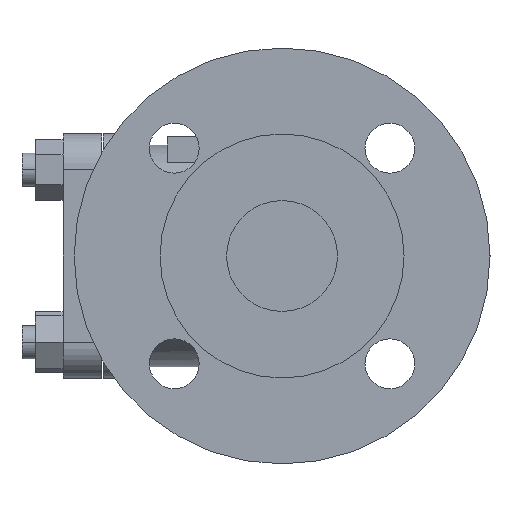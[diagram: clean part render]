
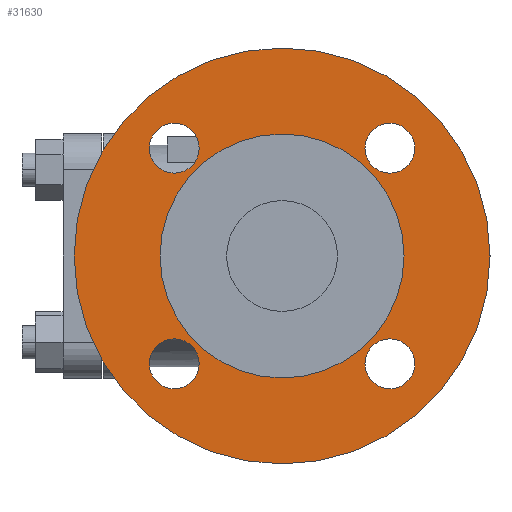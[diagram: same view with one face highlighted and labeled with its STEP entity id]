
A CAD part, left-side view. The second image highlights one B-rep face of the part: STEP entity #31630.
In plain terms, the highlighted planar face has unit normal (-1, 0, 0).
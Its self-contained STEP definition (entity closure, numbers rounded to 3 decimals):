
#7720=CARTESIAN_POINT('',(3.,0.,-75.));
#7730=VERTEX_POINT('',#7720);
#7760=CARTESIAN_POINT('',(3.,0.,0.));
#7770=DIRECTION('',(1.,0.,0.));
#7780=DIRECTION('',(0.,0.,-1.));
#7790=AXIS2_PLACEMENT_3D('',#7760,#7770,#7780);
#7800=CIRCLE('',#7790,75.);
#7810=CARTESIAN_POINT('',(3.,0.,75.));
#7820=VERTEX_POINT('',#7810);
#7830=EDGE_CURVE('',#7820,#7730,#7800,.T.);
#8140=CARTESIAN_POINT('',(3.,38.891,-29.891));
#8150=VERTEX_POINT('',#8140);
#8180=CARTESIAN_POINT('',(3.,38.891,-38.891));
#8190=DIRECTION('',(-1.,0.,0.));
#8200=DIRECTION('',(0.,0.,-1.));
#8210=AXIS2_PLACEMENT_3D('',#8180,#8190,#8200);
#8220=CIRCLE('',#8210,9.);
#8230=CARTESIAN_POINT('',(3.,38.891,-47.891));
#8240=VERTEX_POINT('',#8230);
#8250=EDGE_CURVE('',#8240,#8150,#8220,.T.);
#8560=CARTESIAN_POINT('',(3.,-38.891,-29.891));
#8570=VERTEX_POINT('',#8560);
#8600=CARTESIAN_POINT('',(3.,-38.891,-38.891));
#8610=DIRECTION('',(-1.,0.,0.));
#8620=DIRECTION('',(0.,0.,-1.));
#8630=AXIS2_PLACEMENT_3D('',#8600,#8610,#8620);
#8640=CIRCLE('',#8630,9.);
#8650=CARTESIAN_POINT('',(3.,-38.891,-47.891));
#8660=VERTEX_POINT('',#8650);
#8670=EDGE_CURVE('',#8660,#8570,#8640,.T.);
#8980=CARTESIAN_POINT('',(3.,38.891,47.891));
#8990=VERTEX_POINT('',#8980);
#9020=CARTESIAN_POINT('',(3.,38.891,38.891));
#9030=DIRECTION('',(-1.,0.,0.));
#9040=DIRECTION('',(0.,0.,-1.));
#9050=AXIS2_PLACEMENT_3D('',#9020,#9030,#9040);
#9060=CIRCLE('',#9050,9.);
#9070=CARTESIAN_POINT('',(3.,38.891,29.891));
#9080=VERTEX_POINT('',#9070);
#9090=EDGE_CURVE('',#9080,#8990,#9060,.T.);
#9400=CARTESIAN_POINT('',(3.,-38.891,47.891));
#9410=VERTEX_POINT('',#9400);
#9440=CARTESIAN_POINT('',(3.,-38.891,38.891));
#9450=DIRECTION('',(-1.,0.,0.));
#9460=DIRECTION('',(0.,0.,-1.));
#9470=AXIS2_PLACEMENT_3D('',#9440,#9450,#9460);
#9480=CIRCLE('',#9470,9.);
#9490=CARTESIAN_POINT('',(3.,-38.891,29.891));
#9500=VERTEX_POINT('',#9490);
#9510=EDGE_CURVE('',#9500,#9410,#9480,.T.);
#9820=CARTESIAN_POINT('',(3.,-44.,0.));
#9830=VERTEX_POINT('',#9820);
#9990=CARTESIAN_POINT('',(3.,44.,0.));
#10000=VERTEX_POINT('',#9990);
#10030=CARTESIAN_POINT('',(3.,0.,0.));
#10040=DIRECTION('',(-1.,0.,0.));
#10050=DIRECTION('',(0.,1.,0.));
#10060=AXIS2_PLACEMENT_3D('',#10030,#10040,#10050);
#10070=CIRCLE('',#10060,44.);
#10080=EDGE_CURVE('',#9830,#10000,#10070,.T.);
#31280=CARTESIAN_POINT('',(3.,59.5,0.));
#31290=DIRECTION('',(1.,0.,0.));
#31300=DIRECTION('',(0.,-1.,0.));
#31310=AXIS2_PLACEMENT_3D('',#31280,#31290,#31300);
#31320=PLANE('',#31310);
#31330=EDGE_CURVE('',#8150,#8240,#8220,.T.);
#31340=ORIENTED_EDGE('',*,*,#31330,.F.);
#31350=ORIENTED_EDGE('',*,*,#8250,.F.);
#31360=EDGE_LOOP('',(#31350,#31340));
#31370=FACE_BOUND('',#31360,.T.);
#31380=EDGE_CURVE('',#8570,#8660,#8640,.T.);
#31390=ORIENTED_EDGE('',*,*,#31380,.F.);
#31400=ORIENTED_EDGE('',*,*,#8670,.F.);
#31410=EDGE_LOOP('',(#31400,#31390));
#31420=FACE_BOUND('',#31410,.T.);
#31430=EDGE_CURVE('',#8990,#9080,#9060,.T.);
#31440=ORIENTED_EDGE('',*,*,#31430,.F.);
#31450=ORIENTED_EDGE('',*,*,#9090,.F.);
#31460=EDGE_LOOP('',(#31450,#31440));
#31470=FACE_BOUND('',#31460,.T.);
#31480=ORIENTED_EDGE('',*,*,#9510,.F.);
#31490=EDGE_CURVE('',#9410,#9500,#9480,.T.);
#31500=ORIENTED_EDGE('',*,*,#31490,.F.);
#31510=EDGE_LOOP('',(#31500,#31480));
#31520=FACE_BOUND('',#31510,.T.);
#31530=EDGE_CURVE('',#7730,#7820,#7800,.T.);
#31540=ORIENTED_EDGE('',*,*,#31530,.F.);
#31550=ORIENTED_EDGE('',*,*,#7830,.F.);
#31560=EDGE_LOOP('',(#31550,#31540));
#31570=FACE_OUTER_BOUND('',#31560,.T.);
#31580=EDGE_CURVE('',#10000,#9830,#10070,.T.);
#31590=ORIENTED_EDGE('',*,*,#31580,.F.);
#31600=ORIENTED_EDGE('',*,*,#10080,.F.);
#31610=EDGE_LOOP('',(#31600,#31590));
#31620=FACE_BOUND('',#31610,.T.);
#31630=ADVANCED_FACE('',(#31370,#31420,#31470,#31520,#31570,#31620),
#31320,.F.);
